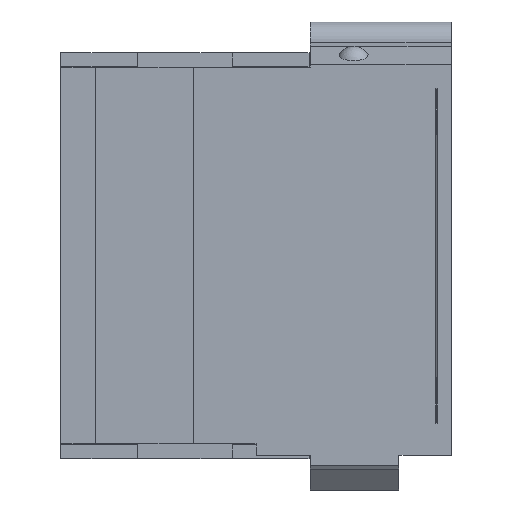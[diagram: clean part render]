
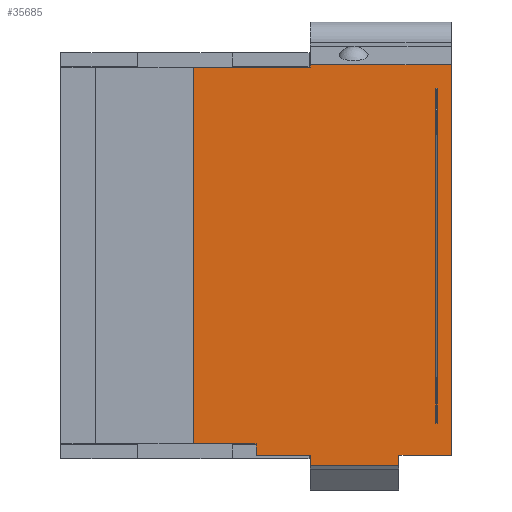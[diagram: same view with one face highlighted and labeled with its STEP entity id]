
A CAD part, front view. The second image highlights one B-rep face of the part: STEP entity #35685.
In plain terms, the highlighted planar face has unit normal (0, -1, 0).
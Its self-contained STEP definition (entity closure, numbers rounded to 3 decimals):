
#2945=DIRECTION('',(1.,0.,0.));
#2946=VECTOR('',#2945,8.4);
#2947=CARTESIAN_POINT('',(-4.5,0.,13.5));
#2948=LINE('',#2947,#2946);
#2969=DIRECTION('',(0.,0.,-1.));
#2970=VECTOR('',#2969,27.);
#2971=CARTESIAN_POINT('',(-4.5,0.,13.5));
#2972=LINE('',#2971,#2970);
#2973=DIRECTION('',(1.,0.,0.));
#2974=VECTOR('',#2973,10.1);
#2975=CARTESIAN_POINT('',(3.9,0.,13.7));
#2976=LINE('',#2975,#2974);
#2977=DIRECTION('',(0.,0.,-1.));
#2978=VECTOR('',#2977,28.);
#2979=CARTESIAN_POINT('',(14.,0.,13.7));
#2980=LINE('',#2979,#2978);
#2981=DIRECTION('',(-1.,0.,0.));
#2982=VECTOR('',#2981,3.75);
#2983=CARTESIAN_POINT('',(14.,0.,-14.3));
#2984=LINE('',#2983,#2982);
#2985=DIRECTION('',(0.,0.,1.));
#2986=VECTOR('',#2985,0.732);
#2987=CARTESIAN_POINT('',(10.25,0.,-15.032));
#2988=LINE('',#2987,#2986);
#2989=DIRECTION('',(-1.,0.,0.));
#2990=VECTOR('',#2989,6.35);
#2991=CARTESIAN_POINT('',(10.25,0.,-15.032));
#2992=LINE('',#2991,#2990);
#2993=DIRECTION('',(0.,0.,1.));
#2994=VECTOR('',#2993,0.732);
#2995=CARTESIAN_POINT('',(3.9,0.,-15.032));
#2996=LINE('',#2995,#2994);
#2997=DIRECTION('',(1.,0.,0.));
#2998=VECTOR('',#2997,3.9);
#2999=CARTESIAN_POINT('',(0.,0.,-14.3));
#3000=LINE('',#2999,#2998);
#3001=DIRECTION('',(-1.,0.,0.));
#3002=VECTOR('',#3001,4.5);
#3003=CARTESIAN_POINT('',(0.,0.,-13.5));
#3004=LINE('',#3003,#3002);
#3005=DIRECTION('',(0.,0.,1.));
#3006=VECTOR('',#3005,24.);
#3007=CARTESIAN_POINT('',(12.9,0.,-12.));
#3008=LINE('',#3007,#3006);
#3009=DIRECTION('',(0.,0.,1.));
#3010=VECTOR('',#3009,24.);
#3011=CARTESIAN_POINT('',(13.,0.,-12.));
#3012=LINE('',#3011,#3010);
#3055=DIRECTION('',(0.,0.,-1.));
#3056=VECTOR('',#3055,0.2);
#3057=CARTESIAN_POINT('',(3.9,0.,13.7));
#3058=LINE('',#3057,#3056);
#3303=DIRECTION('',(0.,0.,1.));
#3304=VECTOR('',#3303,0.8);
#3305=CARTESIAN_POINT('',(0.,0.,-14.3));
#3306=LINE('',#3305,#3304);
#3651=DIRECTION('',(1.,0.,0.));
#3652=VECTOR('',#3651,0.1);
#3653=CARTESIAN_POINT('',(12.9,0.,12.));
#3654=LINE('',#3653,#3652);
#3831=DIRECTION('',(-1.,0.,0.));
#3832=VECTOR('',#3831,0.1);
#3833=CARTESIAN_POINT('',(13.,0.,-12.));
#3834=LINE('',#3833,#3832);
#26212=CARTESIAN_POINT('',(3.9,0.,13.7));
#26213=VERTEX_POINT('',#26212);
#26248=CARTESIAN_POINT('',(14.,0.,13.7));
#26249=VERTEX_POINT('',#26248);
#26254=CARTESIAN_POINT('',(3.9,0.,13.5));
#26255=VERTEX_POINT('',#26254);
#26256=CARTESIAN_POINT('',(0.,0.,-13.5));
#26258=VERTEX_POINT('',#26256);
#26262=CARTESIAN_POINT('',(0.,0.,-14.3));
#26263=CARTESIAN_POINT('',(3.9,0.,-14.3));
#26264=VERTEX_POINT('',#26262);
#26265=VERTEX_POINT('',#26263);
#26266=CARTESIAN_POINT('',(3.9,0.,-15.032));
#26267=VERTEX_POINT('',#26266);
#26268=CARTESIAN_POINT('',(10.25,0.,-15.032));
#26269=CARTESIAN_POINT('',(10.25,0.,-14.3));
#26270=VERTEX_POINT('',#26268);
#26271=VERTEX_POINT('',#26269);
#26272=CARTESIAN_POINT('',(14.,0.,-14.3));
#26273=VERTEX_POINT('',#26272);
#26423=CARTESIAN_POINT('',(13.,0.,-12.));
#26424=CARTESIAN_POINT('',(13.,0.,12.));
#26425=VERTEX_POINT('',#26423);
#26426=VERTEX_POINT('',#26424);
#26695=CARTESIAN_POINT('',(-4.5,0.,-13.5));
#26697=VERTEX_POINT('',#26695);
#26703=CARTESIAN_POINT('',(-4.5,0.,13.5));
#26705=VERTEX_POINT('',#26703);
#30823=CARTESIAN_POINT('',(12.9,0.,-12.));
#30825=VERTEX_POINT('',#30823);
#30827=CARTESIAN_POINT('',(12.9,0.,12.));
#30829=VERTEX_POINT('',#30827);
#35646=CARTESIAN_POINT('',(-14.,0.,-13.5));
#35647=DIRECTION('',(0.,-1.,0.));
#35648=DIRECTION('',(1.,0.,0.));
#35649=AXIS2_PLACEMENT_3D('',#35646,#35647,#35648);
#35650=PLANE('',#35649);
#35651=ORIENTED_EDGE('',*,*,#35639,.F.);
#35652=ORIENTED_EDGE('',*,*,#35595,.T.);
#35654=ORIENTED_EDGE('',*,*,#35653,.F.);
#35656=ORIENTED_EDGE('',*,*,#35655,.T.);
#35658=ORIENTED_EDGE('',*,*,#35657,.T.);
#35660=ORIENTED_EDGE('',*,*,#35659,.T.);
#35662=ORIENTED_EDGE('',*,*,#35661,.F.);
#35664=ORIENTED_EDGE('',*,*,#35663,.T.);
#35666=ORIENTED_EDGE('',*,*,#35665,.T.);
#35668=ORIENTED_EDGE('',*,*,#35667,.F.);
#35670=ORIENTED_EDGE('',*,*,#35669,.T.);
#35672=ORIENTED_EDGE('',*,*,#35671,.T.);
#35673=EDGE_LOOP('',(#35651,#35652,#35654,#35656,#35658,#35660,#35662,#35664,
#35666,#35668,#35670,#35672));
#35674=FACE_OUTER_BOUND('',#35673,.F.);
#35676=ORIENTED_EDGE('',*,*,#35675,.F.);
#35678=ORIENTED_EDGE('',*,*,#35677,.F.);
#35680=ORIENTED_EDGE('',*,*,#35679,.F.);
#35682=ORIENTED_EDGE('',*,*,#35681,.T.);
#35683=EDGE_LOOP('',(#35676,#35678,#35680,#35682));
#35684=FACE_BOUND('',#35683,.F.);
#35685=ADVANCED_FACE('',(#35674,#35684),#35650,.T.);
#35595=EDGE_CURVE('',#26705,#26255,#2948,.T.);
#35639=EDGE_CURVE('',#26705,#26697,#2972,.T.);
#35653=EDGE_CURVE('',#26213,#26255,#3058,.T.);
#35655=EDGE_CURVE('',#26213,#26249,#2976,.T.);
#35657=EDGE_CURVE('',#26249,#26273,#2980,.T.);
#35659=EDGE_CURVE('',#26273,#26271,#2984,.T.);
#35661=EDGE_CURVE('',#26270,#26271,#2988,.T.);
#35663=EDGE_CURVE('',#26270,#26267,#2992,.T.);
#35665=EDGE_CURVE('',#26267,#26265,#2996,.T.);
#35667=EDGE_CURVE('',#26264,#26265,#3000,.T.);
#35669=EDGE_CURVE('',#26264,#26258,#3306,.T.);
#35671=EDGE_CURVE('',#26258,#26697,#3004,.T.);
#35675=EDGE_CURVE('',#30829,#26426,#3654,.T.);
#35677=EDGE_CURVE('',#30825,#30829,#3008,.T.);
#35679=EDGE_CURVE('',#26425,#30825,#3834,.T.);
#35681=EDGE_CURVE('',#26425,#26426,#3012,.T.);
